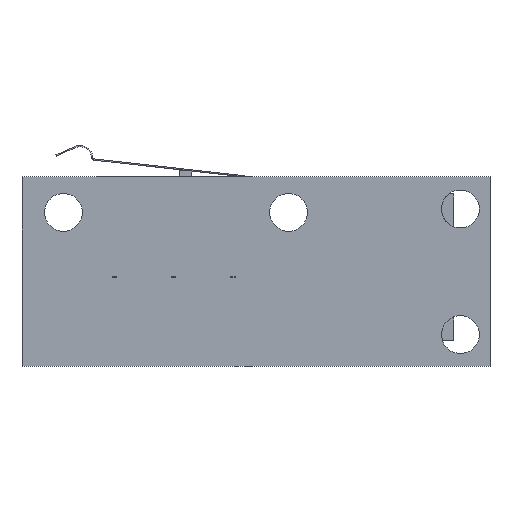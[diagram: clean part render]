
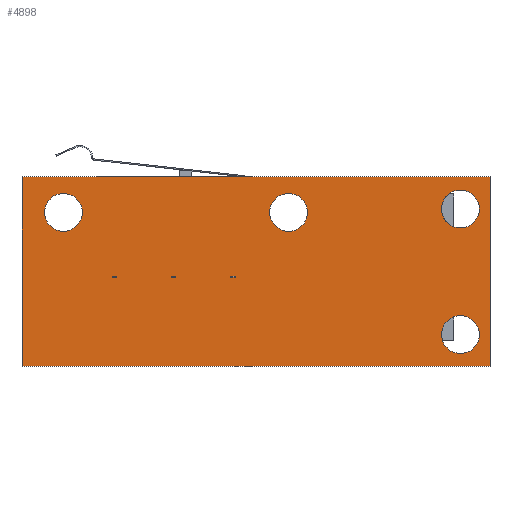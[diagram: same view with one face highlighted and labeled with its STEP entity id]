
A CAD part, top view. The second image highlights one B-rep face of the part: STEP entity #4898.
In plain terms, the highlighted face is planar.
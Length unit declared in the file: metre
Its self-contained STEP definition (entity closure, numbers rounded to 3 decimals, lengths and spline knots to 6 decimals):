
#39=FACE_BOUND('',#583,.T.);
#40=FACE_BOUND('',#584,.T.);
#41=FACE_BOUND('',#585,.T.);
#42=FACE_BOUND('',#586,.T.);
#61=CIRCLE('',#5235,0.0016);
#63=CIRCLE('',#5238,0.0016);
#65=CIRCLE('',#5241,0.0016);
#67=CIRCLE('',#5244,0.0016);
#301=FACE_OUTER_BOUND('',#582,.T.);
#582=EDGE_LOOP('',(#3369,#3370,#3371,#3372));
#583=EDGE_LOOP('',(#3373));
#584=EDGE_LOOP('',(#3374));
#585=EDGE_LOOP('',(#3375));
#586=EDGE_LOOP('',(#3376));
#901=LINE('',#7042,#1523);
#908=LINE('',#7057,#1530);
#911=LINE('',#7061,#1533);
#912=LINE('',#7062,#1534);
#1523=VECTOR('',#5700,1.);
#1530=VECTOR('',#5711,1.);
#1533=VECTOR('',#5716,1.);
#1534=VECTOR('',#5717,1.);
#2126=VERTEX_POINT('',#7018);
#2128=VERTEX_POINT('',#7024);
#2130=VERTEX_POINT('',#7030);
#2132=VERTEX_POINT('',#7036);
#2133=VERTEX_POINT('',#7040);
#2134=VERTEX_POINT('',#7041);
#2139=VERTEX_POINT('',#7055);
#2140=VERTEX_POINT('',#7056);
#2599=EDGE_CURVE('',#2126,#2126,#61,.T.);
#2602=EDGE_CURVE('',#2128,#2128,#63,.T.);
#2605=EDGE_CURVE('',#2130,#2130,#65,.T.);
#2608=EDGE_CURVE('',#2132,#2132,#67,.T.);
#2609=EDGE_CURVE('',#2133,#2134,#901,.F.);
#2616=EDGE_CURVE('',#2139,#2140,#908,.F.);
#2619=EDGE_CURVE('',#2134,#2139,#911,.F.);
#2620=EDGE_CURVE('',#2140,#2133,#912,.T.);
#3369=ORIENTED_EDGE('',*,*,#2619,.F.);
#3370=ORIENTED_EDGE('',*,*,#2609,.F.);
#3371=ORIENTED_EDGE('',*,*,#2620,.F.);
#3372=ORIENTED_EDGE('',*,*,#2616,.F.);
#3373=ORIENTED_EDGE('',*,*,#2608,.T.);
#3374=ORIENTED_EDGE('',*,*,#2605,.T.);
#3375=ORIENTED_EDGE('',*,*,#2602,.T.);
#3376=ORIENTED_EDGE('',*,*,#2599,.T.);
#4652=PLANE('',#5248);
#4898=ADVANCED_FACE('',(#301,#39,#40,#41,#42),#4652,.T.);
#5235=AXIS2_PLACEMENT_3D('',#7020,#5675,#5676);
#5238=AXIS2_PLACEMENT_3D('',#7026,#5682,#5683);
#5241=AXIS2_PLACEMENT_3D('',#7032,#5689,#5690);
#5244=AXIS2_PLACEMENT_3D('',#7038,#5696,#5697);
#5248=AXIS2_PLACEMENT_3D('',#7060,#5714,#5715);
#5675=DIRECTION('center_axis',(0.,0.,1.));
#5676=DIRECTION('ref_axis',(-1.,0.,0.));
#5682=DIRECTION('center_axis',(0.,0.,1.));
#5683=DIRECTION('ref_axis',(-1.,0.,0.));
#5689=DIRECTION('center_axis',(0.,0.,1.));
#5690=DIRECTION('ref_axis',(-1.,0.,0.));
#5696=DIRECTION('center_axis',(0.,0.,1.));
#5697=DIRECTION('ref_axis',(-1.,0.,0.));
#5700=DIRECTION('',(1.,0.,0.));
#5711=DIRECTION('',(-1.,0.,0.));
#5714=DIRECTION('center_axis',(0.,0.,-1.));
#5715=DIRECTION('ref_axis',(0.,-1.,0.));
#5716=DIRECTION('',(0.,1.,0.));
#5717=DIRECTION('',(0.,1.,0.));
#7018=CARTESIAN_POINT('',(-0.01365,-0.005,0.));
#7020=CARTESIAN_POINT('Origin',(-0.01525,-0.005,0.));
#7024=CARTESIAN_POINT('',(0.00535,-0.005,0.));
#7026=CARTESIAN_POINT('Origin',(0.00375,-0.005,0.));
#7030=CARTESIAN_POINT('',(0.01985,-0.005285,0.));
#7032=CARTESIAN_POINT('Origin',(0.01825,-0.005285,
0.));
#7036=CARTESIAN_POINT('',(0.01985,0.005315,0.));
#7038=CARTESIAN_POINT('Origin',(0.01825,0.005315,
0.));
#7040=CARTESIAN_POINT('',(0.02075,0.008,0.));
#7041=CARTESIAN_POINT('',(-0.01875,0.008,0.));
#7042=CARTESIAN_POINT('',(-0.006125,0.008,0.));
#7055=CARTESIAN_POINT('',(-0.01875,-0.008,0.));
#7056=CARTESIAN_POINT('',(0.02075,-0.008,0.));
#7057=CARTESIAN_POINT('',(-0.006125,-0.008,0.));
#7060=CARTESIAN_POINT('Origin',(0.,0.,0.));
#7061=CARTESIAN_POINT('',(-0.01875,-0.0025,0.));
#7062=CARTESIAN_POINT('',(0.02075,-0.005,0.));
